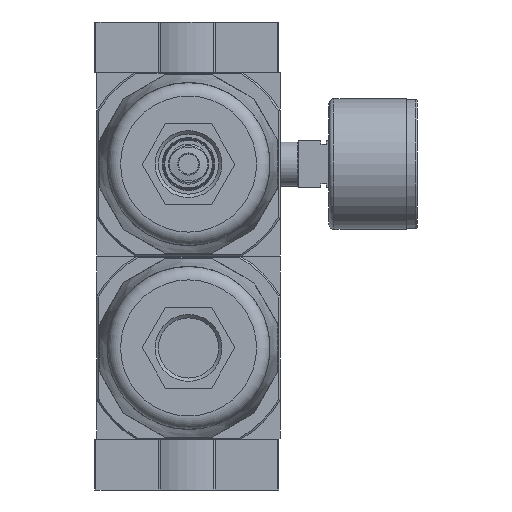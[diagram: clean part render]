
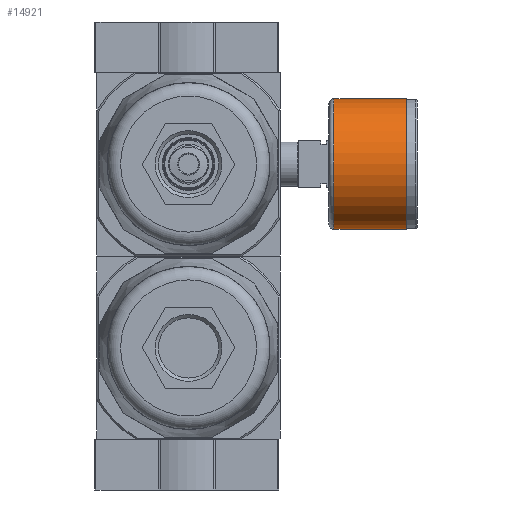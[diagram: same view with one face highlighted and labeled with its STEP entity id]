
A CAD part, front view. The second image highlights one B-rep face of the part: STEP entity #14921.
In plain terms, the highlighted cylindrical face has radius 19.5 mm (diameter 39 mm), a full revolution.
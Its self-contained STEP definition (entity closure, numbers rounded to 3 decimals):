
#897=CYLINDRICAL_SURFACE('',#21190,19.5);
#5143=ORIENTED_EDGE('',*,*,#8336,.F.);
#5144=ORIENTED_EDGE('',*,*,#8337,.T.);
#8336=EDGE_CURVE('',#10142,#10142,#11270,.T.);
#8337=EDGE_CURVE('',#10143,#10143,#11271,.T.);
#10142=VERTEX_POINT('',#29630);
#10143=VERTEX_POINT('',#29633);
#11270=CIRCLE('',#21189,19.5);
#11271=CIRCLE('',#21191,19.5);
#12219=EDGE_LOOP('',(#5143));
#12220=EDGE_LOOP('',(#5144));
#13398=FACE_BOUND('',#12219,.T.);
#13399=FACE_BOUND('',#12220,.T.);
#14921=ADVANCED_FACE('',(#13398,#13399),#897,.T.);
#21189=AXIS2_PLACEMENT_3D('',#29629,#24289,#24290);
#21190=AXIS2_PLACEMENT_3D('',#29631,#24291,#24292);
#21191=AXIS2_PLACEMENT_3D('',#29632,#24293,#24294);
#24289=DIRECTION('',(1.,0.,0.));
#24290=DIRECTION('',(0.,0.,-1.));
#24291=DIRECTION('',(1.,0.,0.));
#24292=DIRECTION('',(0.,0.,-1.));
#24293=DIRECTION('',(1.,0.,0.));
#24294=DIRECTION('',(0.,0.,-1.));
#29629=CARTESIAN_POINT('',(-3.2,0.,0.));
#29630=CARTESIAN_POINT('',(-3.2,0.,-19.5));
#29631=CARTESIAN_POINT('',(0.,0.,0.));
#29632=CARTESIAN_POINT('',(-24.85,0.,0.));
#29633=CARTESIAN_POINT('',(-24.85,0.,-19.5));
